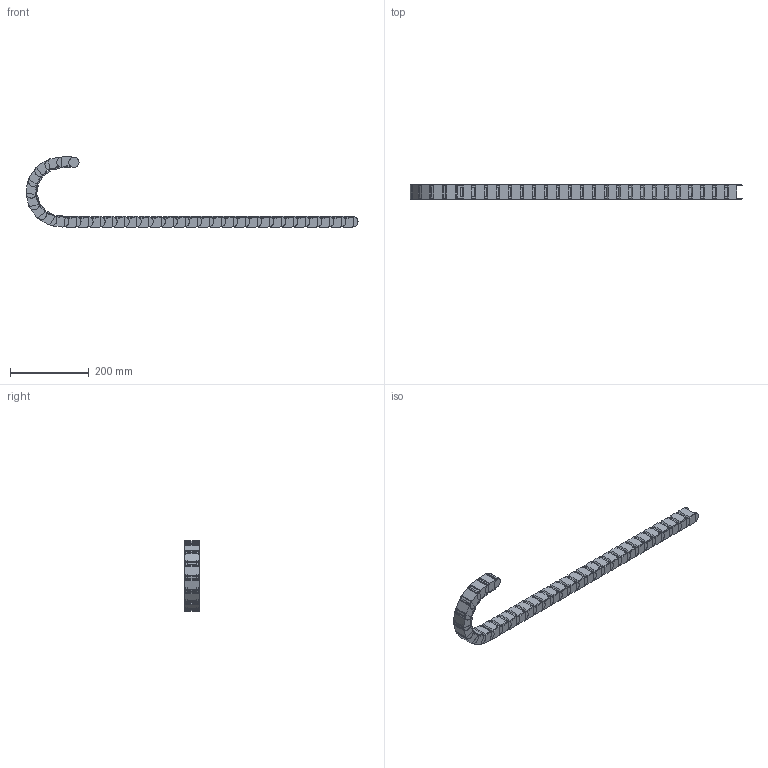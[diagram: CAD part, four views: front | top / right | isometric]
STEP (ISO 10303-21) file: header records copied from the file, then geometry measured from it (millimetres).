
FILE_DESCRIPTION(/* description */ ('Alibre Inc.'),/* implementation_level */ '2;1');
FILE_NAME(/* name */ 'export-8B5EA893-4207-4088-883C-D84E79765367',/* time_stamp */ '2023-03-13T18:24:46+01:00',/* author */ (''),/* organization */ (''),/* preprocessor_version */ 'ST-DEVELOPER v17',/* originating_system */ 'Alibre',/* authorisation */ '');
FILE_SCHEMA (('AUTOMOTIVE_DESIGN'));
Length unit declared in the file: millimetre
Products named in the file (34): 2023_03_13_18_19_41_0901; 2023_03_13_18_19_41_0886; 2023_03_13_18_19_41_0870; 2023_03_13_18_19_41_0854; 2023_03_13_18_19_41_0839; 2023_03_13_18_19_41_0823; 2023_03_13_18_19_41_0807; 2023_03_13_18_19_41_0792; 2023_03_13_18_19_41_0776; 2023_03_13_18_19_41_0761; 2023_03_13_18_19_41_0745; 2023_03_13_18_19_41_0729; 2023_03_13_18_19_41_0714; 2023_03_13_18_19_41_0698; 2023_03_13_18_19_41_0682; 2023_03_13_18_19_41_0667; 2023_03_13_18_19_41_0651; 2023_03_13_18_19_41_0636; 2023_03_13_18_19_41_0620; 2023_03_13_18_19_41_0604; 2023_03_13_18_19_41_0589; 2023_03_13_18_19_41_0573; 2023_03_13_18_19_41_0557; 2023_03_13_18_19_41_0542; 2023_03_13_18_19_41_0526; 2023_03_13_18_19_41_0511; 2023_03_13_18_19_41_0495; 2023_03_13_18_19_41_0479; 2023_03_13_18_19_41_0464; 2023_03_13_18_19_41_0448; 2023_03_13_18_19_41_0432; 2023_03_13_18_19_41_0417; 2023_03_13_18_19_41_0401; 2023_03_13_18_19_41_0354
Bounding box: 840.84 x 37 x 178 mm (x, y, z)
Volume: 501022.4 mm3; surface area: 368553.3 mm2
Topology: 33 solids, 33 shells, 2419 faces, 6831 edges, 4406 vertices
Faces by surface type: plane 1891, cylinder 528
Entity records: 76491 total; most frequent: CARTESIAN_POINT 13728, ORIENTED_EDGE 13662, DIRECTION 11164, EDGE_CURVE 6831, VECTOR 5577, LINE 5577, VERTEX_POINT 4412, AXIS2_PLACEMENT_3D 3739
